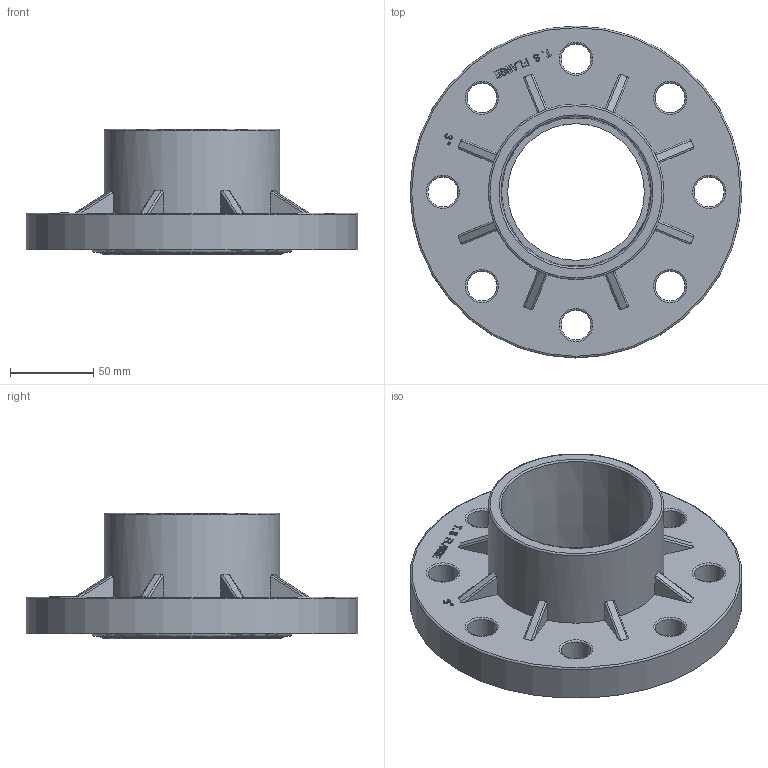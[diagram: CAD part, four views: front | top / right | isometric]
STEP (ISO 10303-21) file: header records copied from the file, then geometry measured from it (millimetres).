
FILE_DESCRIPTION(/* description */ (''),/* implementation_level */ '2;1');
FILE_NAME(/* name */ '90固定法兰.stp',/* time_stamp */ '2024-09-11T15:43:40+08:00',/* author */ (''),/* organization */ (''),/* preprocessor_version */ 'ST-DEVELOPER v16',/* originating_system */ 'SIEMENS PLM Software NX 10.0',/* authorisation */ '');
FILE_SCHEMA (('AUTOMOTIVE_DESIGN { 1 0 10303 214 3 1 1 1 }'));
Length unit declared in the file: millimetre
Products named in the file (1): gelv0E4CC66Bmgiz
Bounding box: 199.6 x 199.6 x 75.7 mm (x, y, z)
Volume: 517506.7 mm3; surface area: 135776 mm2
Topology: 1 solids, 1 shells, 428 faces, 1133 edges, 724 vertices
Faces by surface type: plane 183, cylinder 125, torus 68, extrusion 39, cone 13
Full cylindrical faces by diameter (mm): 18 x8, 82.2 x1, 85.8 x1, 105.5 x1, 109.8 x1, 199.6 x1
Entity records: 14366 total; most frequent: CARTESIAN_POINT 4225, ORIENTED_EDGE 2166, DIRECTION 1962, EDGE_CURVE 1083, AXIS2_PLACEMENT_3D 760, VERTEX_POINT 712, EDGE_LOOP 501, VECTOR 442
